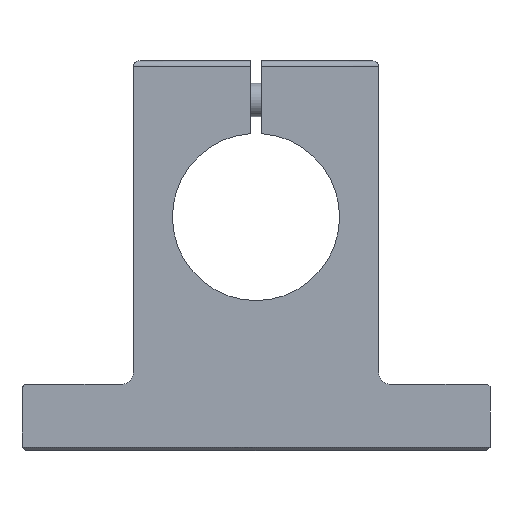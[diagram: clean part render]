
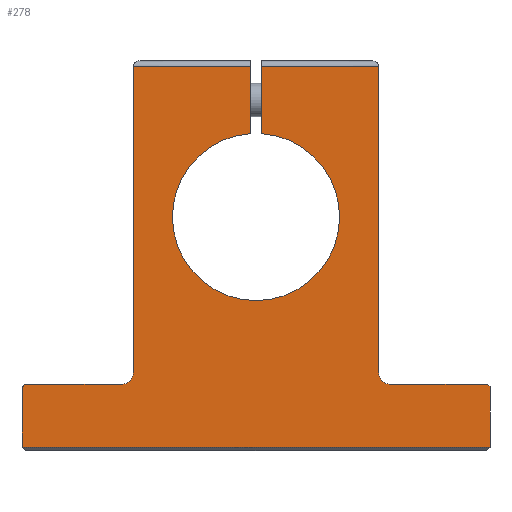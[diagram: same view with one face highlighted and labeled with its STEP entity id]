
A CAD part, left-side view. The second image highlights one B-rep face of the part: STEP entity #278.
In plain terms, the highlighted planar face has unit normal (-1, 0, 0).
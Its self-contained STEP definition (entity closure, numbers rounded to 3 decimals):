
#165=FACE_OUTER_BOUND('',#568,.T.);
#278=ADVANCED_FACE('',(#165),#392,.F.);
#392=PLANE('',#2304);
#468=CIRCLE('',#2300,2.);
#469=CIRCLE('',#2301,1.);
#470=CIRCLE('',#2302,2.);
#471=CIRCLE('',#2303,15.);
#568=EDGE_LOOP('',(#823,#824,#825,#826,#827,#828,#829,#830,#831,#832,#833,
#834,#835,#836,#837,#838));
#823=ORIENTED_EDGE('',*,*,#1572,.F.);
#824=ORIENTED_EDGE('',*,*,#1579,.F.);
#825=ORIENTED_EDGE('',*,*,#1580,.F.);
#826=ORIENTED_EDGE('',*,*,#1581,.F.);
#827=ORIENTED_EDGE('',*,*,#1582,.F.);
#828=ORIENTED_EDGE('',*,*,#1583,.F.);
#829=ORIENTED_EDGE('',*,*,#1584,.F.);
#830=ORIENTED_EDGE('',*,*,#1585,.F.);
#831=ORIENTED_EDGE('',*,*,#1586,.F.);
#832=ORIENTED_EDGE('',*,*,#1587,.F.);
#833=ORIENTED_EDGE('',*,*,#1588,.F.);
#834=ORIENTED_EDGE('',*,*,#1589,.F.);
#835=ORIENTED_EDGE('',*,*,#1590,.F.);
#836=ORIENTED_EDGE('',*,*,#1591,.F.);
#837=ORIENTED_EDGE('',*,*,#1592,.F.);
#838=ORIENTED_EDGE('',*,*,#1593,.F.);
#1365=VERTEX_POINT('',#3709);
#1368=VERTEX_POINT('',#3714);
#1371=VERTEX_POINT('',#3729);
#1372=VERTEX_POINT('',#3731);
#1373=VERTEX_POINT('',#3733);
#1374=VERTEX_POINT('',#3735);
#1375=VERTEX_POINT('',#3737);
#1376=VERTEX_POINT('',#3739);
#1377=VERTEX_POINT('',#3741);
#1378=VERTEX_POINT('',#3743);
#1379=VERTEX_POINT('',#3745);
#1380=VERTEX_POINT('',#3747);
#1381=VERTEX_POINT('',#3749);
#1382=VERTEX_POINT('',#3751);
#1383=VERTEX_POINT('',#3753);
#1384=VERTEX_POINT('',#3755);
#1572=EDGE_CURVE('',#1368,#1365,#1962,.T.);
#1579=EDGE_CURVE('',#1371,#1368,#1967,.T.);
#1580=EDGE_CURVE('',#1372,#1371,#468,.T.);
#1581=EDGE_CURVE('',#1373,#1372,#1968,.T.);
#1582=EDGE_CURVE('',#1374,#1373,#469,.T.);
#1583=EDGE_CURVE('',#1375,#1374,#1969,.T.);
#1584=EDGE_CURVE('',#1376,#1375,#1970,.T.);
#1585=EDGE_CURVE('',#1377,#1376,#1971,.T.);
#1586=EDGE_CURVE('',#1378,#1377,#1972,.T.);
#1587=EDGE_CURVE('',#1379,#1378,#1973,.T.);
#1588=EDGE_CURVE('',#1380,#1379,#470,.T.);
#1589=EDGE_CURVE('',#1381,#1380,#1974,.T.);
#1590=EDGE_CURVE('',#1382,#1381,#1975,.T.);
#1591=EDGE_CURVE('',#1383,#1382,#1976,.T.);
#1592=EDGE_CURVE('',#1384,#1383,#471,.T.);
#1593=EDGE_CURVE('',#1365,#1384,#1977,.T.);
#1962=LINE('',#3715,#2129);
#1967=LINE('',#3728,#2134);
#1968=LINE('',#3732,#2135);
#1969=LINE('',#3736,#2136);
#1970=LINE('',#3738,#2137);
#1971=LINE('',#3740,#2138);
#1972=LINE('',#3742,#2139);
#1973=LINE('',#3744,#2140);
#1974=LINE('',#3748,#2141);
#1975=LINE('',#3750,#2142);
#1976=LINE('',#3752,#2143);
#1977=LINE('',#3756,#2144);
#2129=VECTOR('',#2511,1.);
#2134=VECTOR('',#2528,1.);
#2135=VECTOR('',#2531,1.);
#2136=VECTOR('',#2534,1.);
#2137=VECTOR('',#2535,1.);
#2138=VECTOR('',#2536,1.);
#2139=VECTOR('',#2537,1.);
#2140=VECTOR('',#2538,1.);
#2141=VECTOR('',#2541,1.);
#2142=VECTOR('',#2542,1.);
#2143=VECTOR('',#2543,1.);
#2144=VECTOR('',#2546,1.);
#2300=AXIS2_PLACEMENT_3D('',#3730,#2529,#2530);
#2301=AXIS2_PLACEMENT_3D('',#3734,#2532,#2533);
#2302=AXIS2_PLACEMENT_3D('',#3746,#2539,#2540);
#2303=AXIS2_PLACEMENT_3D('',#3754,#2544,#2545);
#2304=AXIS2_PLACEMENT_3D('',#3757,#2547,#2548);
#2511=DIRECTION('',(0.,-1.,0.));
#2528=DIRECTION('',(0.,0.,1.));
#2529=DIRECTION('',(-1.,0.,0.));
#2530=DIRECTION('',(0.,-0.707,-0.707));
#2531=DIRECTION('',(0.,-1.,0.));
#2532=DIRECTION('',(1.,0.,0.));
#2533=DIRECTION('',(0.,0.707,0.707));
#2534=DIRECTION('',(0.,0.,1.));
#2535=DIRECTION('',(0.,1.,0.));
#2536=DIRECTION('',(0.,0.,-1.));
#2537=DIRECTION('',(0.,-0.707,-0.707));
#2538=DIRECTION('',(0.,-1.,0.));
#2539=DIRECTION('',(-1.,0.,0.));
#2540=DIRECTION('',(0.,0.707,-0.707));
#2541=DIRECTION('',(0.,0.,-1.));
#2542=DIRECTION('',(0.,-1.,0.));
#2543=DIRECTION('',(0.,0.,1.));
#2544=DIRECTION('',(-1.,0.,0.));
#2545=DIRECTION('',(0.,-1.,0.));
#2546=DIRECTION('',(0.,0.,-1.));
#2547=DIRECTION('',(1.,0.,0.));
#2548=DIRECTION('',(0.,0.,-1.));
#3709=CARTESIAN_POINT('',(0.,1.,27.));
#3714=CARTESIAN_POINT('',(0.,22.,27.));
#3715=CARTESIAN_POINT('',(0.,22.,27.));
#3728=CARTESIAN_POINT('',(0.,22.,-28.));
#3729=CARTESIAN_POINT('',(0.,22.,-28.));
#3730=CARTESIAN_POINT('',(0.,24.,-28.));
#3731=CARTESIAN_POINT('',(0.,24.,-30.));
#3732=CARTESIAN_POINT('',(0.,41.,-30.));
#3733=CARTESIAN_POINT('',(0.,41.,-30.));
#3734=CARTESIAN_POINT('',(0.,41.,-31.));
#3735=CARTESIAN_POINT('',(0.,42.,-31.));
#3736=CARTESIAN_POINT('',(0.,42.,-41.3));
#3737=CARTESIAN_POINT('',(0.,42.,-41.3));
#3738=CARTESIAN_POINT('',(0.,-42.,-41.3));
#3739=CARTESIAN_POINT('',(0.,-42.,-41.3));
#3740=CARTESIAN_POINT('',(0.,-42.,-30.5));
#3741=CARTESIAN_POINT('',(0.,-42.,-30.5));
#3742=CARTESIAN_POINT('',(0.,-41.5,-30.));
#3743=CARTESIAN_POINT('',(0.,-41.5,-30.));
#3744=CARTESIAN_POINT('',(0.,-24.,-30.));
#3745=CARTESIAN_POINT('',(0.,-24.,-30.));
#3746=CARTESIAN_POINT('',(0.,-24.,-28.));
#3747=CARTESIAN_POINT('',(0.,-22.,-28.));
#3748=CARTESIAN_POINT('',(0.,-22.,27.));
#3749=CARTESIAN_POINT('',(0.,-22.,27.));
#3750=CARTESIAN_POINT('',(0.,-1.,27.));
#3751=CARTESIAN_POINT('',(0.,-1.,27.));
#3752=CARTESIAN_POINT('',(0.,-1.,14.967));
#3753=CARTESIAN_POINT('',(0.,-1.,14.967));
#3754=CARTESIAN_POINT('',(0.,0.,0.));
#3755=CARTESIAN_POINT('',(0.,1.,14.967));
#3756=CARTESIAN_POINT('',(0.,1.,27.));
#3757=CARTESIAN_POINT('',(0.,0.,-9.127));
